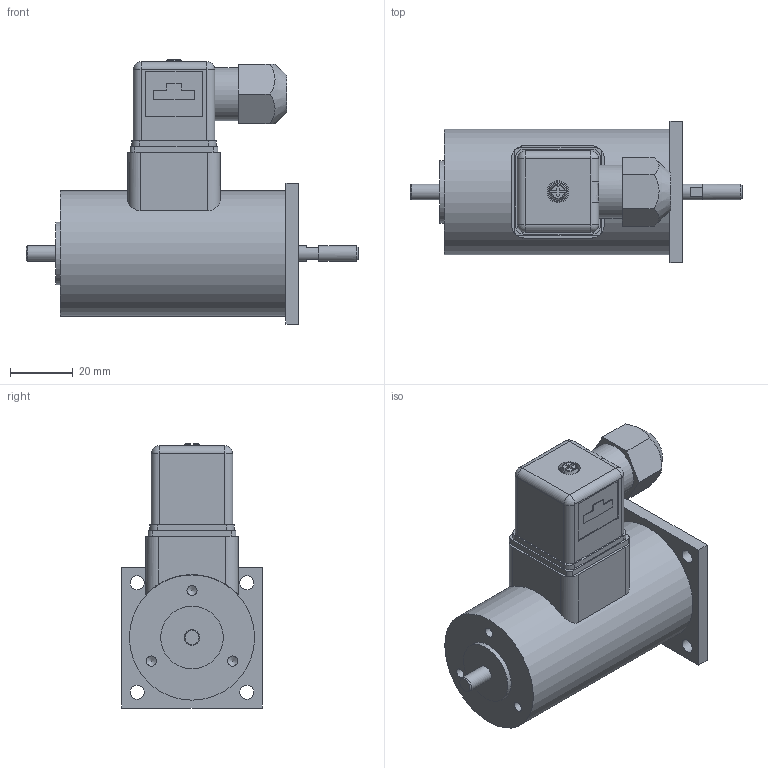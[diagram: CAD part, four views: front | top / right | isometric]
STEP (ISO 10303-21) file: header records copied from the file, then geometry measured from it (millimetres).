
FILE_DESCRIPTION(/* description */ ('Unknown'),/* implementation_level */ '2;1');
FILE_NAME(/* name */ 'GIu-40_08_S_I',/* time_stamp */ '2025-06-27T15:03:50+02:00',/* author */ ('Unknown'),/* organization */ ('Unknown'),/* preprocessor_version */ 'ST-DEVELOPER v18.104',/* originating_system */ 'Solid Edge',/* authorisation */ 'Unknown');
FILE_SCHEMA (('AUTOMOTIVE_DESIGN {1 0 10303 214 3 1 1}'));
Length unit declared in the file: millimetre
Products named in the file (5): GIu-40_08; GIu-40_Grundkoerper; GIu-40_Flansch; GIu-40_Achse; GIu-40_NEU_Steckanschluss
Assembly tree (4 placements, depth 2):
  GIu-40_08
    GIu-40_Grundkoerper
    GIu-40_Flansch
    GIu-40_Achse
    GIu-40_NEU_Steckanschluss
Bounding box: 106 x 45 x 84.3 mm (x, y, z)
Volume: 124967.4 mm3; surface area: 41457.2 mm2
Topology: 4 solids, 5 shells, 307 faces, 787 edges, 519 vertices
Faces by surface type: plane 217, cylinder 66, cone 14, torus 5, sphere 4, bspline 1
Full cylindrical faces by diameter (mm): 3 x3, 3.2 x1, 3.242 x6, 4.2 x2, 4.5 x6, 4.8 x3, 5 x5, 6.3 x1, 6.6 x1, 7 x1, 10 x2, 16.5 x1, 17 x2, 20 x3, 40 x1
Entity records: 10976 total; most frequent: CARTESIAN_POINT 1672, DIRECTION 1454, ORIENTED_EDGE 1394, EDGE_CURVE 697, LINE 524, VECTOR 524, VERTEX_POINT 492, AXIS2_PLACEMENT_3D 465
